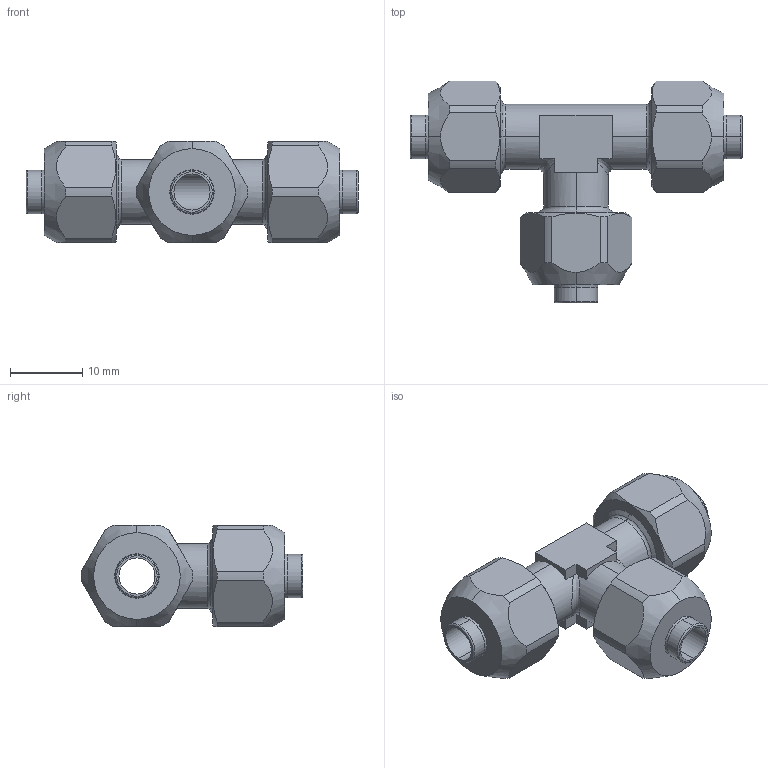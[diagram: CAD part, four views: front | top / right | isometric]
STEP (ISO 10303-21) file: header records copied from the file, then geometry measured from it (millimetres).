
FILE_DESCRIPTION (( 'STEP AP203' ), '1' );
FILE_NAME ('X2190040.STEP', '2011-07-21T08:25:40', ( 'Flavio' ), ( '' ), 'SwSTEP 2.0', 'SolidWorks 2011', '' );
FILE_SCHEMA (( 'CONFIG_CONTROL_DESIGN' ));
Length unit declared in the file: millimetre
Products named in the file (1): X2190040
Bounding box: 46 x 30.75 x 14 mm (x, y, z)
Volume: 5637.1 mm3; surface area: 3926.1 mm2
Topology: 1 solids, 1 shells, 117 faces, 302 edges, 192 vertices
Faces by surface type: plane 45, cylinder 34, cone 24, torus 12, bspline 2
Entity records: 4087 total; most frequent: CARTESIAN_POINT 1180, ORIENTED_EDGE 604, DIRECTION 592, EDGE_CURVE 302, AXIS2_PLACEMENT_3D 236, VERTEX_POINT 192, EDGE_LOOP 126, CIRCLE 120
